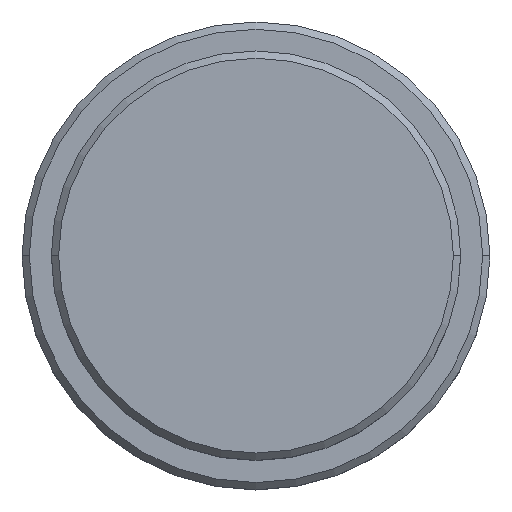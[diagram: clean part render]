
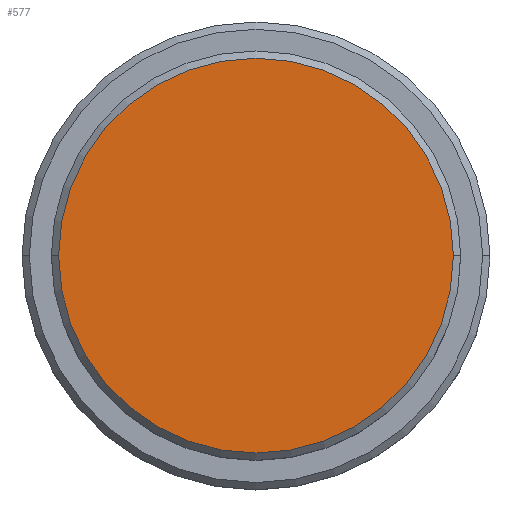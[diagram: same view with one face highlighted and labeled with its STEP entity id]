
A CAD part, top view. The second image highlights one B-rep face of the part: STEP entity #577.
In plain terms, the highlighted planar face has unit normal (0, 0, 1).
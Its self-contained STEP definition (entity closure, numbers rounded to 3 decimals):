
#109 = DIRECTION ( 'NONE',  ( 1., 0., 0. ) ) ;
#134 = DIRECTION ( 'NONE',  ( 1., 0., 0. ) ) ;
#245 = DIRECTION ( 'NONE',  ( 1., 0., 0. ) ) ;
#314 = EDGE_LOOP ( 'NONE', ( #843, #735 ) ) ;
#347 = CARTESIAN_POINT ( 'NONE',  ( 0., 0., 0. ) ) ;
#353 = DIRECTION ( 'NONE',  ( 0., 0., 1. ) ) ;
#402 = CARTESIAN_POINT ( 'NONE',  ( 13.5, 0., 0. ) ) ;
#577 = ADVANCED_FACE ( 'NONE', ( #964 ), #1416, .T. ) ;
#718 = VERTEX_POINT ( 'NONE', #402 ) ;
#735 = ORIENTED_EDGE ( 'NONE', *, *, #893, .T. ) ;
#828 = CARTESIAN_POINT ( 'NONE',  ( -13.5, 0., 0. ) ) ;
#839 = CIRCLE ( 'NONE', #1396, 13.5 ) ;
#843 = ORIENTED_EDGE ( 'NONE', *, *, #1380, .T. ) ;
#893 = EDGE_CURVE ( 'NONE', #718, #1071, #839, .T. ) ;
#964 = FACE_OUTER_BOUND ( 'NONE', #314, .T. ) ;
#992 = AXIS2_PLACEMENT_3D ( 'NONE', #1187, #1080, #109 ) ;
#1071 = VERTEX_POINT ( 'NONE', #828 ) ;
#1080 = DIRECTION ( 'NONE',  ( 0., 0., 1. ) ) ;
#1082 = CARTESIAN_POINT ( 'NONE',  ( 0., 0., 0. ) ) ;
#1146 = AXIS2_PLACEMENT_3D ( 'NONE', #1082, #353, #245 ) ;
#1187 = CARTESIAN_POINT ( 'NONE',  ( 0., 0., 0. ) ) ;
#1213 = DIRECTION ( 'NONE',  ( 0., 0., 1. ) ) ;
#1221 = CIRCLE ( 'NONE', #992, 13.5 ) ;
#1380 = EDGE_CURVE ( 'NONE', #1071, #718, #1221, .T. ) ;
#1396 = AXIS2_PLACEMENT_3D ( 'NONE', #347, #1213, #134 ) ;
#1416 = PLANE ( 'NONE',  #1146 ) ;
